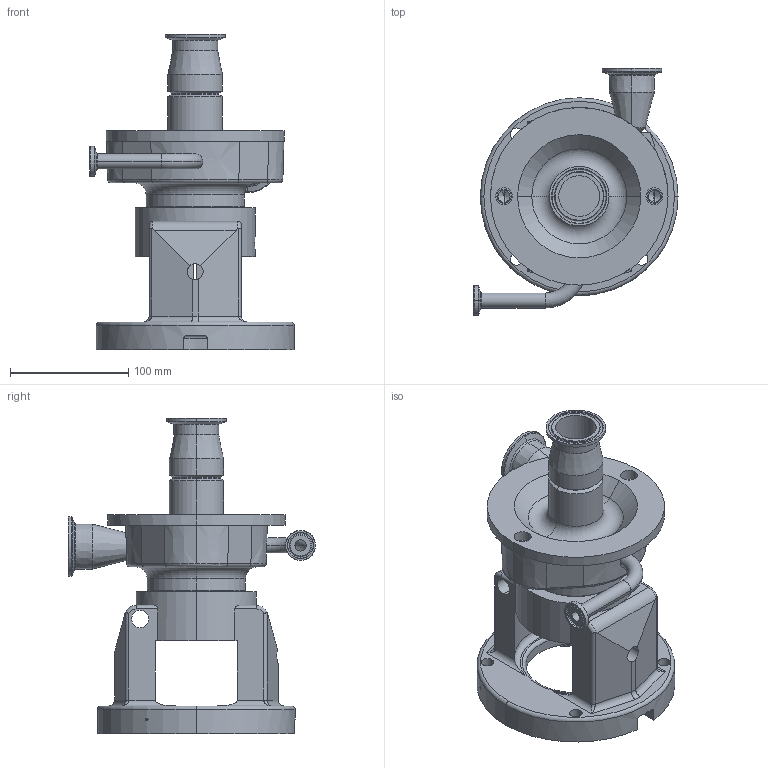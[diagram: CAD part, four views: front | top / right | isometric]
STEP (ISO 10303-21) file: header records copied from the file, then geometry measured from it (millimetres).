
FILE_DESCRIPTION (( 'STEP AP214' ), '1' );
FILE_NAME ('FPX 701-702 56-140TC VERT 1-2 In ELBOW LEFT.STEP', '2022-12-16T20:22:42', ( '' ), ( '' ), 'SwSTEP 2.0', 'SolidWorks 2021', '' );
FILE_SCHEMA (( 'AUTOMOTIVE_DESIGN' ));
Length unit declared in the file: millimetre
Products named in the file (2): FPX 700 56-140TC VERT 1-2 In ELBOW LEFT^1275000073.STEP; FPX 701-702 56-140TC VERT 1-2 In ELBOW LEFT
Assembly tree (1 placements, depth 2):
  FPX 701-702 56-140TC VERT 1-2 In ELBOW LEFT
    FPX 700 56-140TC VERT 1-2 In ELBOW LEFT^1275000073.STEP
Bounding box: 172.4 x 208.7 x 266.6 mm (x, y, z)
Volume: 1526759.3 mm3; surface area: 243898.6 mm2
Topology: 1 solids, 1 shells, 385 faces, 945 edges, 561 vertices
Faces by surface type: cylinder 159, torus 83, plane 69, cone 67, bspline 6, sphere 1
Entity records: 16612 total; most frequent: CARTESIAN_POINT 7363, DIRECTION 2088, ORIENTED_EDGE 1864, EDGE_CURVE 932, AXIS2_PLACEMENT_3D 869, VERTEX_POINT 561, CIRCLE 486, EDGE_LOOP 423
